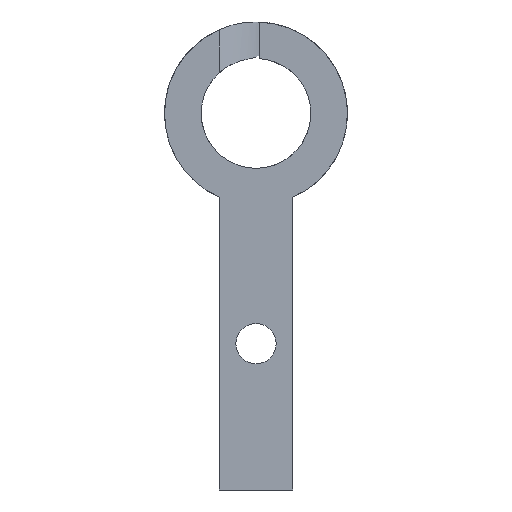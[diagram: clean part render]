
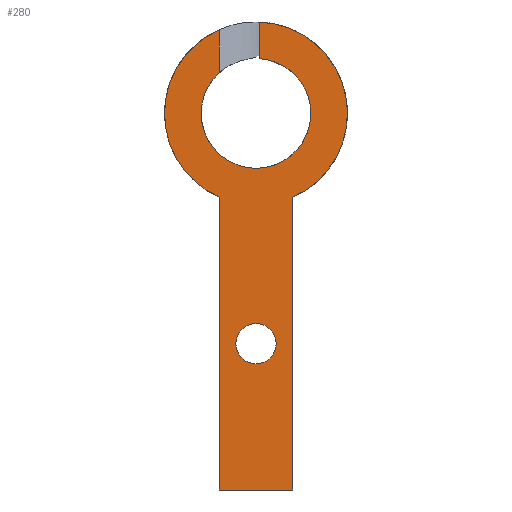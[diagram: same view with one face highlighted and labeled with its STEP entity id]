
A CAD part, front view. The second image highlights one B-rep face of the part: STEP entity #280.
In plain terms, the highlighted planar face has unit normal (0, -1, 0).
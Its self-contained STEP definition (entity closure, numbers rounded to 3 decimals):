
#20=FACE_BOUND('',#58,.T.);
#22=CIRCLE('',#310,12.5);
#23=CIRCLE('',#311,12.5);
#24=CIRCLE('',#312,7.5);
#25=CIRCLE('',#313,2.75);
#33=PLANE('',#309);
#40=FACE_OUTER_BOUND('',#57,.T.);
#57=EDGE_LOOP('',(#199,#200,#201,#202,#203,#204,#205,#206));
#58=EDGE_LOOP('',(#207));
#74=LINE('',#428,#92);
#77=LINE('',#515,#95);
#78=LINE('',#520,#96);
#79=LINE('',#522,#97);
#80=LINE('',#524,#98);
#92=VECTOR('',#341,10.);
#95=VECTOR('',#346,10.);
#96=VECTOR('',#351,10.);
#97=VECTOR('',#352,10.);
#98=VECTOR('',#353,10.);
#120=VERTEX_POINT('',#419);
#122=VERTEX_POINT('',#427);
#127=VERTEX_POINT('',#467);
#131=VERTEX_POINT('',#504);
#132=VERTEX_POINT('',#517);
#133=VERTEX_POINT('',#519);
#134=VERTEX_POINT('',#521);
#135=VERTEX_POINT('',#523);
#136=VERTEX_POINT('',#527);
#147=EDGE_CURVE('',#122,#120,#74,.T.);
#157=EDGE_CURVE('',#127,#131,#77,.T.);
#158=EDGE_CURVE('',#132,#131,#22,.T.);
#159=EDGE_CURVE('',#133,#132,#78,.T.);
#160=EDGE_CURVE('',#134,#133,#79,.T.);
#161=EDGE_CURVE('',#135,#134,#80,.T.);
#162=EDGE_CURVE('',#122,#135,#23,.T.);
#163=EDGE_CURVE('',#127,#120,#24,.T.);
#164=EDGE_CURVE('',#136,#136,#25,.T.);
#199=ORIENTED_EDGE('',*,*,#157,.T.);
#200=ORIENTED_EDGE('',*,*,#158,.F.);
#201=ORIENTED_EDGE('',*,*,#159,.F.);
#202=ORIENTED_EDGE('',*,*,#160,.F.);
#203=ORIENTED_EDGE('',*,*,#161,.F.);
#204=ORIENTED_EDGE('',*,*,#162,.F.);
#205=ORIENTED_EDGE('',*,*,#147,.T.);
#206=ORIENTED_EDGE('',*,*,#163,.F.);
#207=ORIENTED_EDGE('',*,*,#164,.F.);
#280=ADVANCED_FACE('',(#40,#20),#33,.F.);
#309=AXIS2_PLACEMENT_3D('',#516,#347,#348);
#310=AXIS2_PLACEMENT_3D('',#518,#349,#350);
#311=AXIS2_PLACEMENT_3D('',#525,#354,#355);
#312=AXIS2_PLACEMENT_3D('',#526,#356,#357);
#313=AXIS2_PLACEMENT_3D('',#528,#358,#359);
#341=DIRECTION('',(0.,0.,-1.));
#346=DIRECTION('',(0.,0.,1.));
#347=DIRECTION('center_axis',(0.,1.,0.));
#348=DIRECTION('ref_axis',(1.,0.,0.));
#349=DIRECTION('center_axis',(0.,1.,0.));
#350=DIRECTION('ref_axis',(1.,0.,0.));
#351=DIRECTION('',(0.,0.,1.));
#352=DIRECTION('',(-1.,0.,0.));
#353=DIRECTION('',(0.,0.,-1.));
#354=DIRECTION('center_axis',(0.,1.,0.));
#355=DIRECTION('ref_axis',(1.,0.,0.));
#356=DIRECTION('center_axis',(0.,-1.,0.));
#357=DIRECTION('ref_axis',(1.,0.,0.));
#358=DIRECTION('center_axis',(0.,-1.,0.));
#359=DIRECTION('ref_axis',(1.,0.,0.));
#419=CARTESIAN_POINT('',(5.454,0.,18.943));
#427=CARTESIAN_POINT('',(5.454,0.,23.948));
#428=CARTESIAN_POINT('',(5.454,0.,25.));
#467=CARTESIAN_POINT('',(0.,0.,17.047));
#504=CARTESIAN_POINT('',(0.,0.,22.913));
#515=CARTESIAN_POINT('',(0.,0.,25.));
#516=CARTESIAN_POINT('Origin',(5.,0.,-8.022));
#517=CARTESIAN_POINT('',(0.,0.,0.));
#518=CARTESIAN_POINT('Origin',(5.,0.,11.456));
#519=CARTESIAN_POINT('',(0.,0.,-40.));
#520=CARTESIAN_POINT('',(0.,0.,-40.));
#521=CARTESIAN_POINT('',(10.,0.,-40.));
#522=CARTESIAN_POINT('',(10.,0.,-40.));
#523=CARTESIAN_POINT('',(10.,0.,0.));
#524=CARTESIAN_POINT('',(10.,0.,0.));
#525=CARTESIAN_POINT('Origin',(5.,0.,11.456));
#526=CARTESIAN_POINT('Origin',(5.,0.,11.456));
#527=CARTESIAN_POINT('',(2.25,0.,-20.));
#528=CARTESIAN_POINT('Origin',(5.,0.,-20.));
